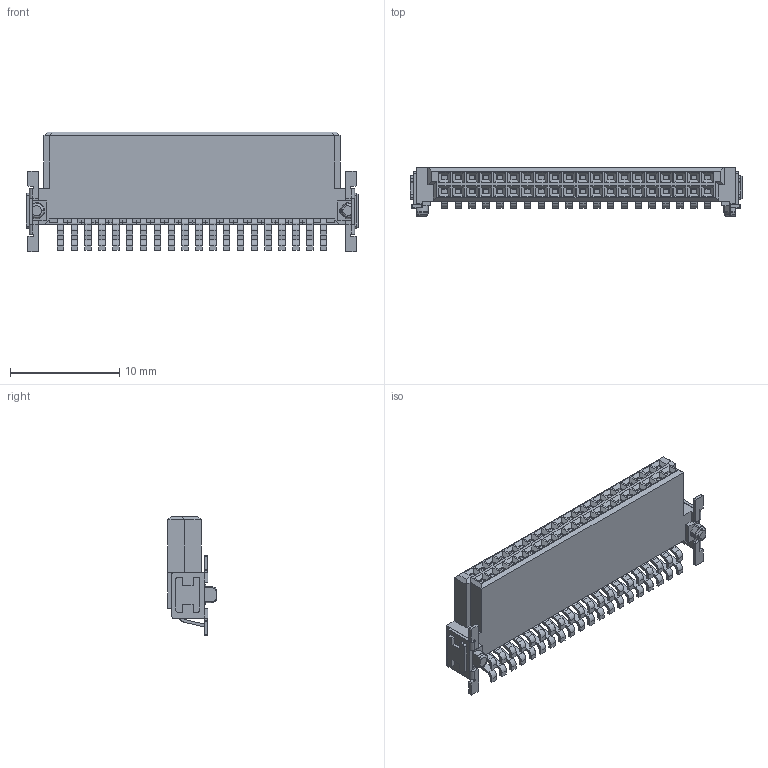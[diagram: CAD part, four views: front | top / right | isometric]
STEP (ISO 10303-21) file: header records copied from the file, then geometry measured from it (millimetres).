
FILE_DESCRIPTION(('CATIA V5 STEP Exchange','CAx-IF Rec.Pracs.--- Model Styling and Organization---1.4--- 2014-01-23'),'2;1');
FILE_NAME ('D1463929_0_2747480000_2747480000.stp','2020-10-05T08:32:39+00:00',('none'),('Weidmueller'),'CATIA Version 5-6 Release 2016 SP3 HF44','CATIA V5 STEP AP214','none');
FILE_SCHEMA(('AUTOMOTIVE_DESIGN { 1 0 10303 214 1 1 1 1 }'));
Length unit declared in the file: millimetre
Products named in the file (1): 2747480000
Bounding box: 30.44 x 4.42 x 10.95 mm (x, y, z)
Volume: 684.5 mm3; surface area: 1188.7 mm2
Topology: 1 solids, 1 shells, 1420 faces, 3914 edges, 2614 vertices
Faces by surface type: plane 1148, cylinder 234, cone 14, torus 12, sphere 8, bspline 4
Entity records: 45707 total; most frequent: CARTESIAN_POINT 10229, ORIENTED_EDGE 7812, DIRECTION 5929, EDGE_CURVE 3906, VECTOR 3337, LINE 3337, VERTEX_POINT 2614, EDGE_LOOP 1546
